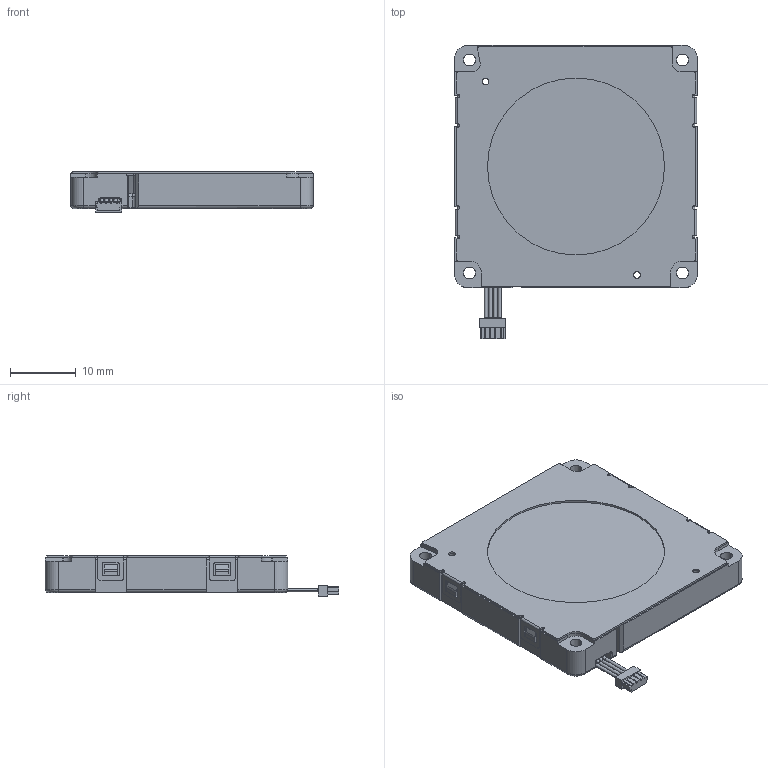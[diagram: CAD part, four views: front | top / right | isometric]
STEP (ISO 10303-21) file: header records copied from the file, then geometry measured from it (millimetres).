
FILE_DESCRIPTION (( 'STEP AP214' ), '1' );
FILE_NAME ('3705_Cooling_Fan.STEP', '2019-09-17T04:34:09', ( '' ), ( '' ), 'SwSTEP 2.0', 'SolidWorks 2018', '' );
FILE_SCHEMA (( 'AUTOMOTIVE_DESIGN' ));
Length unit declared in the file: millimetre
Products named in the file (1): 3705_Cooling_Fan
Bounding box: 37 x 44.77 x 6.13 mm (x, y, z)
Volume: 7169.7 mm3; surface area: 5497 mm2
Topology: 6 solids, 7 shells, 485 faces, 1255 edges, 788 vertices
Faces by surface type: plane 211, cylinder 200, bspline 46, torus 22, cone 4, sphere 2
Entity records: 22021 total; most frequent: CARTESIAN_POINT 4737, ORIENTED_EDGE 2502, DIRECTION 2479, EDGE_CURVE 1251, AXIS2_PLACEMENT_3D 866, VERTEX_POINT 788, LINE 747, VECTOR 747
